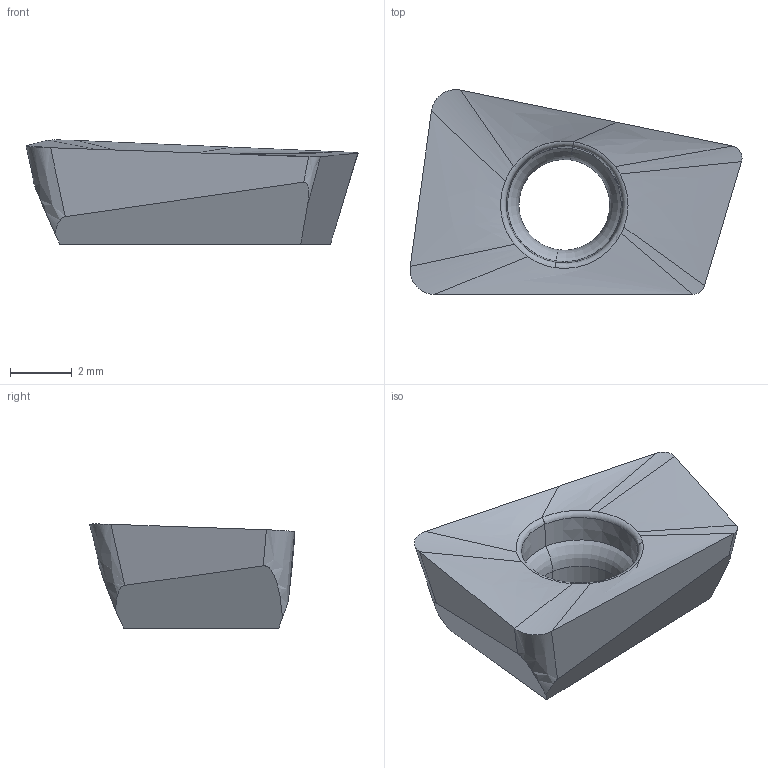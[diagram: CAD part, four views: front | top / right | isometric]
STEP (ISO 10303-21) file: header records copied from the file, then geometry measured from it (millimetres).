
FILE_DESCRIPTION(/* description */ (''),/* implementation_level */ '2;1');
FILE_NAME(/* name */ 'QOMT0934R-M2.stp',/* time_stamp */ '2021-09-07T08:28:49+09:00',/* author */ (''),/* organization */ (''),/* preprocessor_version */ 'ST-DEVELOPER v16',/* originating_system */ 'SIEMENS PLM Software NX 10.0',/* authorisation */ '');
FILE_SCHEMA (('AUTOMOTIVE_DESIGN { 1 0 10303 214 3 1 1 1 }'));
Length unit declared in the file: millimetre
Products named in the file (1): QOMT0934R-M2
Bounding box: 10.78 x 6.65 x 3.38 mm (x, y, z)
Volume: 116.6 mm3; surface area: 195.4 mm2
Topology: 1 solids, 1 shells, 29 faces, 79 edges, 62 vertices
Faces by surface type: bspline 13, plane 8, torus 4, cone 2, cylinder 2
Entity records: 1719 total; most frequent: CARTESIAN_POINT 1010, ORIENTED_EDGE 140, DIRECTION 102, EDGE_CURVE 70, VERTEX_POINT 42, AXIS2_PLACEMENT_3D 37, B_SPLINE_CURVE_WITH_KNOTS 34, EDGE_LOOP 30
